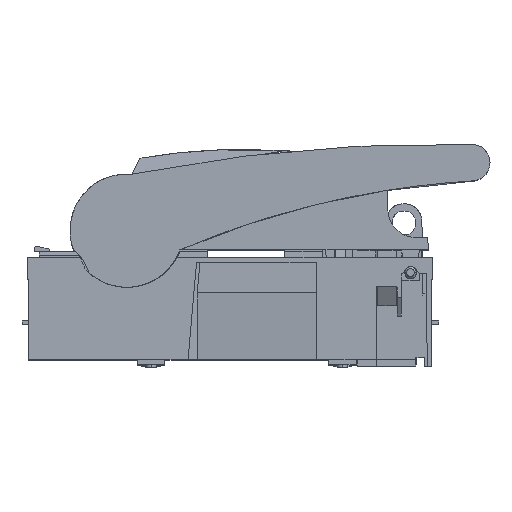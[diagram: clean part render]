
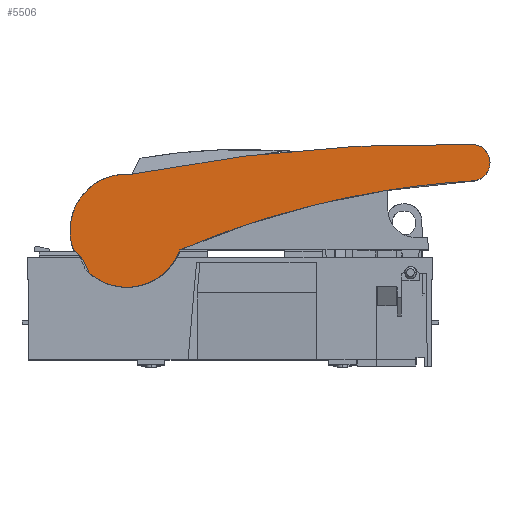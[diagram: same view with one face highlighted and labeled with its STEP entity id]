
A CAD part, top view. The second image highlights one B-rep face of the part: STEP entity #5506.
In plain terms, the highlighted planar face has unit normal (0, 0, 1).
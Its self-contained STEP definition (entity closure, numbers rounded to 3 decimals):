
#3631=CARTESIAN_POINT('',(-43.189,39.928,52.861));
#3632=DIRECTION('',(0.,0.,-1.));
#3633=DIRECTION('',(-0.94,-0.342,0.));
#3634=AXIS2_PLACEMENT_3D('',#3631,#3632,#3633);
#3639=CARTESIAN_POINT('',(-43.189,39.928,52.861));
#3640=DIRECTION('',(0.,0.,-1.));
#3641=DIRECTION('',(-1.,0.,0.));
#3642=AXIS2_PLACEMENT_3D('',#3639,#3640,#3641);
#3647=CARTESIAN_POINT('',(81.203,-557.73,52.861));
#3648=DIRECTION('',(0.,0.,-1.));
#3649=DIRECTION('',(-0.194,0.981,0.));
#3650=AXIS2_PLACEMENT_3D('',#3647,#3648,#3649);
#3655=CARTESIAN_POINT('',(93.991,66.933,52.861));
#3656=DIRECTION('',(0.,0.,-1.));
#3657=DIRECTION('',(0.02,1.,0.));
#3658=AXIS2_PLACEMENT_3D('',#3655,#3656,#3657);
#3663=CARTESIAN_POINT('',(93.991,66.933,52.861));
#3664=DIRECTION('',(0.,0.,-1.));
#3665=DIRECTION('',(1.,0.001,0.));
#3666=AXIS2_PLACEMENT_3D('',#3663,#3664,#3665);
#3671=CARTESIAN_POINT('',(115.388,-289.816,52.861));
#3672=DIRECTION('',(0.,0.,1.));
#3673=DIRECTION('',(-0.06,0.998,0.));
#3674=AXIS2_PLACEMENT_3D('',#3671,#3672,#3673);
#3679=CARTESIAN_POINT('',(115.511,-290.357,52.861));
#3680=DIRECTION('',(0.,0.,1.));
#3681=DIRECTION('',(-0.157,0.988,0.));
#3682=AXIS2_PLACEMENT_3D('',#3679,#3680,#3681);
#3687=CARTESIAN_POINT('',(115.511,-290.357,52.861));
#3688=DIRECTION('',(0.,0.,1.));
#3689=DIRECTION('',(-0.294,0.956,0.));
#3690=AXIS2_PLACEMENT_3D('',#3687,#3688,#3689);
#3695=CARTESIAN_POINT('',(-43.189,39.928,52.861));
#3696=DIRECTION('',(0.,0.,-1.));
#3697=DIRECTION('',(0.94,-0.342,0.));
#3698=AXIS2_PLACEMENT_3D('',#3695,#3696,#3697);
#3703=CARTESIAN_POINT('',(-74.457,18.733,52.861));
#3704=DIRECTION('',(0.,0.,1.));
#3705=DIRECTION('',(0.965,0.261,0.));
#3706=AXIS2_PLACEMENT_3D('',#3703,#3704,#3705);
#5257=CARTESIAN_POINT('',(-64.332,32.233,52.861));
#5258=CARTESIAN_POINT('',(-65.689,39.928,52.861));
#5259=VERTEX_POINT('',#5257);
#5260=VERTEX_POINT('',#5258);
#5261=CARTESIAN_POINT('',(-41.228,62.343,52.861));
#5262=VERTEX_POINT('',#5261);
#5263=CARTESIAN_POINT('',(94.14,74.181,52.861));
#5264=VERTEX_POINT('',#5263);
#5265=CARTESIAN_POINT('',(101.241,66.936,52.861));
#5266=VERTEX_POINT('',#5265);
#5267=CARTESIAN_POINT('',(94.414,59.696,52.861));
#5268=VERTEX_POINT('',#5267);
#5269=CARTESIAN_POINT('',(60.51,55.997,52.861));
#5270=VERTEX_POINT('',#5269);
#5271=CARTESIAN_POINT('',(12.405,44.837,52.861));
#5272=VERTEX_POINT('',#5271);
#5273=CARTESIAN_POINT('',(-22.046,32.233,52.861));
#5274=VERTEX_POINT('',#5273);
#5275=CARTESIAN_POINT('',(-58.167,23.139,52.861));
#5276=VERTEX_POINT('',#5275);
#5479=CARTESIAN_POINT('',(-487.231,-323.333,
52.861));
#5480=DIRECTION('',(0.,0.,1.));
#5481=DIRECTION('',(1.,0.,0.));
#5482=AXIS2_PLACEMENT_3D('',#5479,#5480,#5481);
#5483=PLANE('',#5482);
#5485=ORIENTED_EDGE('',*,*,#5484,.T.);
#5487=ORIENTED_EDGE('',*,*,#5486,.T.);
#5489=ORIENTED_EDGE('',*,*,#5488,.T.);
#5491=ORIENTED_EDGE('',*,*,#5490,.T.);
#5493=ORIENTED_EDGE('',*,*,#5492,.T.);
#5495=ORIENTED_EDGE('',*,*,#5494,.T.);
#5497=ORIENTED_EDGE('',*,*,#5496,.T.);
#5499=ORIENTED_EDGE('',*,*,#5498,.T.);
#5501=ORIENTED_EDGE('',*,*,#5500,.T.);
#5503=ORIENTED_EDGE('',*,*,#5502,.T.);
#5504=EDGE_LOOP('',(#5485,#5487,#5489,#5491,#5493,#5495,#5497,#5499,#5501,
#5503));
#5505=FACE_OUTER_BOUND('',#5504,.F.);
#3635=CIRCLE('',#3634,22.5);
#3643=CIRCLE('',#3642,22.5);
#3651=CIRCLE('',#3650,632.044);
#3659=CIRCLE('',#3658,7.25);
#3667=CIRCLE('',#3666,7.249);
#3675=CIRCLE('',#3674,350.14);
#3683=CIRCLE('',#3682,350.694);
#3691=CIRCLE('',#3690,350.694);
#3699=CIRCLE('',#3698,22.5);
#3707=CIRCLE('',#3706,16.875);
#5484=EDGE_CURVE('',#5259,#5260,#3635,.T.);
#5486=EDGE_CURVE('',#5260,#5262,#3643,.T.);
#5488=EDGE_CURVE('',#5262,#5264,#3651,.T.);
#5490=EDGE_CURVE('',#5264,#5266,#3659,.T.);
#5492=EDGE_CURVE('',#5266,#5268,#3667,.T.);
#5494=EDGE_CURVE('',#5268,#5270,#3675,.T.);
#5496=EDGE_CURVE('',#5270,#5272,#3683,.T.);
#5498=EDGE_CURVE('',#5272,#5274,#3691,.T.);
#5500=EDGE_CURVE('',#5274,#5276,#3699,.T.);
#5502=EDGE_CURVE('',#5276,#5259,#3707,.T.);
#5506=ADVANCED_FACE('',(#5505),#5483,.T.);
